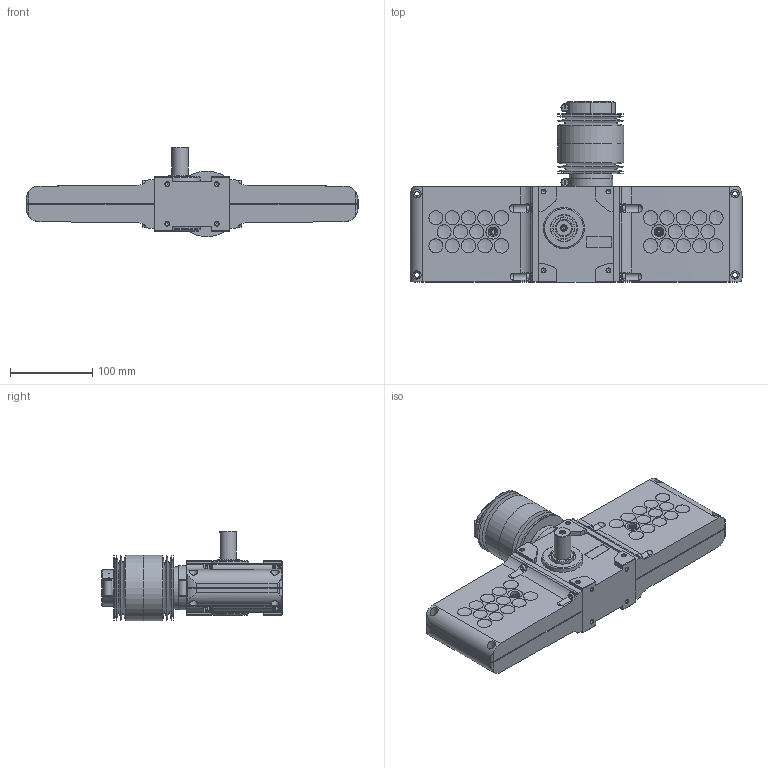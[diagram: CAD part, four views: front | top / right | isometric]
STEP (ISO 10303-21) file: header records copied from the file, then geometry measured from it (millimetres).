
FILE_DESCRIPTION(/* description */ ('STEP AP214'),/* implementation_level */ '2;1');
FILE_NAME(/* name */ 'ZCA35N050ER-J1',/* time_stamp */ '2023-09-22T16:07:31+02:00',/* author */ ('License CC BY-ND 4.0'),/* organization */ ('CADENAS'),/* preprocessor_version */ 'ST-DEVELOPER v19.3',/* originating_system */ 'PARTsolutions',/* authorisation */ ' ');
FILE_SCHEMA (('AUTOMOTIVE_DESIGN {1 0 10303 214 3 1 1}'));
Length unit declared in the file: millimetre
Products named in the file (6): ZCA35N050ER-J1; ZCA35-500_bellows2; ZCA35-500_bellows; ZCA35050_hr; ZCA35050_hl; ZCA35R-J1_ds+is
Assembly tree (5 placements, depth 2):
  ZCA35N050ER-J1
    ZCA35-500_bellows2
    ZCA35-500_bellows
    ZCA35050_hr
    ZCA35050_hl
    ZCA35R-J1_ds+is
Bounding box: 404 x 220 x 109 mm (x, y, z)
Volume: 2607006.7 mm3; surface area: 268526.2 mm2
Topology: 5 solids, 5 shells, 891 faces, 2102 edges, 1379 vertices
Faces by surface type: plane 465, cylinder 240, cone 91, sphere 64, bspline 16, torus 15
Full cylindrical faces by diameter (mm): 3.242 x6, 4.5 x4, 4.917 x19, 5.5 x4, 6.1 x4, 6.5 x1, 7 x14, 7.6 x4, 8 x14, 9.5 x2, 10 x12, 10.5 x3, 11 x3, 11.5 x4, 19.8 x1, 20 x2, 25 x1, 27 x1, 27.04 x1, 30.44 x1, 32 x2, 36.916 x1, 38.071 x1, 50 x1, 52 x1, 53.6 x1, 80 x4
Entity records: 25786 total; most frequent: CARTESIAN_POINT 5979, DIRECTION 4052, ORIENTED_EDGE 3676, EDGE_CURVE 1838, AXIS2_PLACEMENT_3D 1503, VERTEX_POINT 1341, FACE_BOUND 1289, EDGE_LOOP 1270
